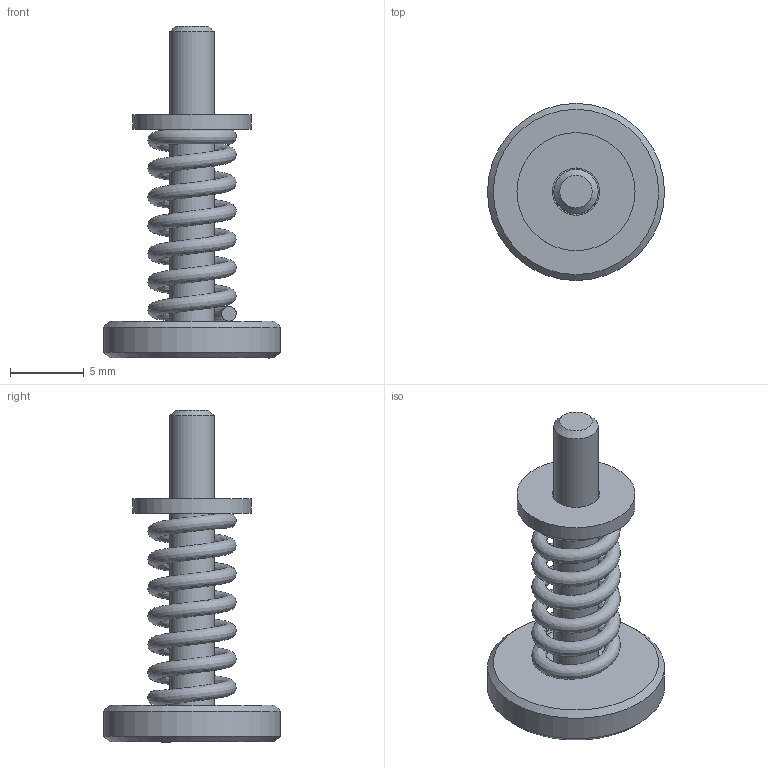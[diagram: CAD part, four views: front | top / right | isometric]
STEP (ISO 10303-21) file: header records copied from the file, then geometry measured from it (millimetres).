
FILE_DESCRIPTION(/* description */ (''),/* implementation_level */ '2;1');
FILE_NAME(/* name */ 'Bondtech Thumbscrew Assembly_v1.step',/* time_stamp */ '2023-05-23T22:33:16-06:00',/* author */ (''),/* organization */ (''),/* preprocessor_version */ 'ST-DEVELOPER v19.2',/* originating_system */ 'Autodesk Translation Framework v12.4.0.73',/* authorisation */ '');
FILE_SCHEMA (('AUTOMOTIVE_DESIGN { 1 0 10303 214 3 1 1 }'));
Length unit declared in the file: millimetre
Products named in the file (4): Bondtech Thumbscrew Assembly; M3 Thumb Screw; BMG Spring; Nylon Washer
Assembly tree (3 placements, depth 2):
  Bondtech Thumbscrew Assembly
    M3 Thumb Screw
    BMG Spring
    Nylon Washer
Bounding box: 12 x 12 x 22.5 mm (x, y, z)
Volume: 546.1 mm3; surface area: 970.3 mm2
Topology: 4 solids, 4 shells, 16 faces, 21 edges, 13 vertices
Faces by surface type: plane 8, cylinder 4, cone 3, bspline 1
Full cylindrical faces by diameter (mm): 3 x1, 3.2 x1, 8 x1, 12 x1
Entity records: 1429 total; most frequent: CARTESIAN_POINT 1015, DIRECTION 73, ORIENTED_EDGE 42, AXIS2_PLACEMENT_3D 33, EDGE_CURVE 21, EDGE_LOOP 18, FACE_OUTER_BOUND 16, ADVANCED_FACE 16
